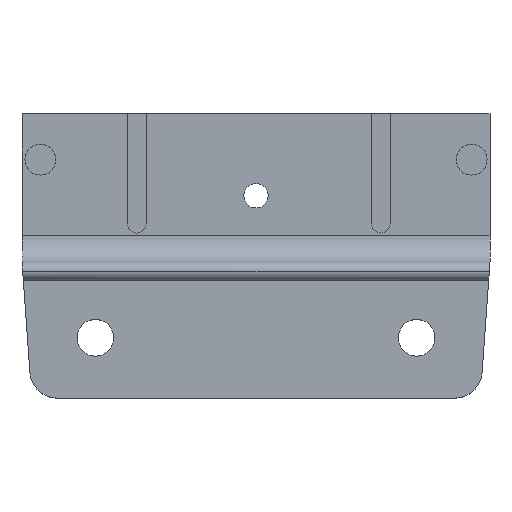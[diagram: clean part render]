
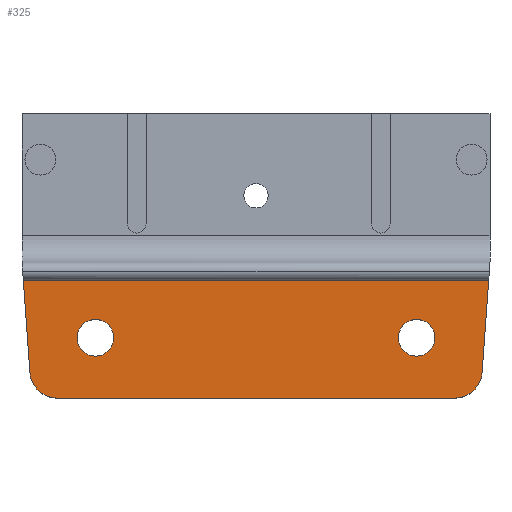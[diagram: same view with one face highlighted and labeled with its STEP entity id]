
A CAD part, top view. The second image highlights one B-rep face of the part: STEP entity #325.
In plain terms, the highlighted planar face has unit normal (0, 0, 1).
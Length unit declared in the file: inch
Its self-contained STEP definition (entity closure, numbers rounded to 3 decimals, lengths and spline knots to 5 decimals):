
#21 = DIRECTION ( 'NONE',  ( 0., 0., 1. ) ) ;
#37 = CARTESIAN_POINT ( 'NONE',  ( 0., -0.45625, 0.2502 ) ) ;
#38 = CARTESIAN_POINT ( 'NONE',  ( 1.54, -0.75348, 0.2502 ) ) ;
#43 = CARTESIAN_POINT ( 'NONE',  ( -1.09374, -0.51616, 0.2502 ) ) ;
#50 = CARTESIAN_POINT ( 'NONE',  ( 1.52758, -0.92766, 0.2502 ) ) ;
#57 = ORIENTED_EDGE ( 'NONE', *, *, #165, .T. ) ;
#102 = FACE_BOUND ( 'NONE', #308, .T. ) ;
#114 = DIRECTION ( 'NONE',  ( -1., 0., 0. ) ) ;
#145 = DIRECTION ( 'NONE',  ( 0., 0., -1. ) ) ;
#149 = CARTESIAN_POINT ( 'NONE',  ( -1.21874, -0.51616, 0.2502 ) ) ;
#154 = EDGE_LOOP ( 'NONE', ( #267 ) ) ;
#155 = DIRECTION ( 'NONE',  ( 1., 0., 0. ) ) ;
#165 = EDGE_CURVE ( 'NONE', #229, #581, #750, .T. ) ;
#189 = LINE ( 'NONE', #50, #687 ) ;
#195 = DIRECTION ( 'NONE',  ( -1., 0., 0. ) ) ;
#197 = CARTESIAN_POINT ( 'NONE',  ( 1.09378, -0.51616, 0.2502 ) ) ;
#200 = AXIS2_PLACEMENT_3D ( 'NONE', #43, #509, #195 ) ;
#212 = CIRCLE ( 'NONE', #849, 0.18752 ) ;
#229 = VERTEX_POINT ( 'NONE', #836 ) ;
#251 = CARTESIAN_POINT ( 'NONE',  ( 0., -0.1252, 0.2502 ) ) ;
#267 = ORIENTED_EDGE ( 'NONE', *, *, #520, .T. ) ;
#286 = CARTESIAN_POINT ( 'NONE',  ( 0.96878, -0.51616, 0.2502 ) ) ;
#308 = EDGE_LOOP ( 'NONE', ( #915 ) ) ;
#316 = CARTESIAN_POINT ( 'NONE',  ( -1.35296, -0.92766, 0.2502 ) ) ;
#320 = VERTEX_POINT ( 'NONE', #316 ) ;
#325 = ADVANCED_FACE ( 'NONE', ( #698, #854, #102 ), #398, .T. ) ;
#335 = EDGE_CURVE ( 'NONE', #790, #587, #212, .T. ) ;
#342 = DIRECTION ( 'NONE',  ( 0., -1., 0. ) ) ;
#344 = LINE ( 'NONE', #580, #490 ) ;
#358 = DIRECTION ( 'NONE',  ( -0.071, 0.997, 0. ) ) ;
#362 = ORIENTED_EDGE ( 'NONE', *, *, #335, .F. ) ;
#367 = DIRECTION ( 'NONE',  ( -0.071, -0.997, 0. ) ) ;
#389 = AXIS2_PLACEMENT_3D ( 'NONE', #607, #808, #532 ) ;
#398 = PLANE ( 'NONE',  #868 ) ;
#402 = EDGE_CURVE ( 'NONE', #525, #581, #344, .T. ) ;
#403 = AXIS2_PLACEMENT_3D ( 'NONE', #197, #861, #114 ) ;
#410 = EDGE_CURVE ( 'NONE', #829, #829, #597, .T. ) ;
#418 = EDGE_CURVE ( 'NONE', #587, #320, #189, .T. ) ;
#438 = VECTOR ( 'NONE', #367, 39.37008 ) ;
#440 = CARTESIAN_POINT ( 'NONE',  ( -1.54, -0.75348, 0.2502 ) ) ;
#490 = VECTOR ( 'NONE', #358, 39.37008 ) ;
#509 = DIRECTION ( 'NONE',  ( 0., 0., -1. ) ) ;
#520 = EDGE_CURVE ( 'NONE', #898, #898, #664, .T. ) ;
#525 = VERTEX_POINT ( 'NONE', #440 ) ;
#532 = DIRECTION ( 'NONE',  ( 1., 0., 0. ) ) ;
#556 = CARTESIAN_POINT ( 'NONE',  ( 1.35296, -0.74014, 0.2502 ) ) ;
#560 = CIRCLE ( 'NONE', #389, 0.18752 ) ;
#580 = CARTESIAN_POINT ( 'NONE',  ( -1.52758, -0.92766, 0.2502 ) ) ;
#581 = VERTEX_POINT ( 'NONE', #591 ) ;
#583 = ORIENTED_EDGE ( 'NONE', *, *, #904, .F. ) ;
#584 = VECTOR ( 'NONE', #771, 39.37008 ) ;
#587 = VERTEX_POINT ( 'NONE', #600 ) ;
#591 = CARTESIAN_POINT ( 'NONE',  ( -1.58482, -0.1252, 0.2502 ) ) ;
#597 = CIRCLE ( 'NONE', #403, 0.125 ) ;
#600 = CARTESIAN_POINT ( 'NONE',  ( 1.35296, -0.92766, 0.2502 ) ) ;
#607 = CARTESIAN_POINT ( 'NONE',  ( -1.35296, -0.74014, 0.2502 ) ) ;
#619 = LINE ( 'NONE', #739, #438 ) ;
#654 = ORIENTED_EDGE ( 'NONE', *, *, #402, .F. ) ;
#664 = CIRCLE ( 'NONE', #200, 0.125 ) ;
#687 = VECTOR ( 'NONE', #786, 39.37008 ) ;
#698 = FACE_OUTER_BOUND ( 'NONE', #955, .T. ) ;
#712 = ORIENTED_EDGE ( 'NONE', *, *, #418, .F. ) ;
#720 = EDGE_CURVE ( 'NONE', #320, #525, #560, .T. ) ;
#739 = CARTESIAN_POINT ( 'NONE',  ( 1.59375, 0., 0.2502 ) ) ;
#750 = LINE ( 'NONE', #251, #584 ) ;
#771 = DIRECTION ( 'NONE',  ( -1., 0., 0. ) ) ;
#786 = DIRECTION ( 'NONE',  ( -1., 0., 0. ) ) ;
#790 = VERTEX_POINT ( 'NONE', #38 ) ;
#808 = DIRECTION ( 'NONE',  ( 0., 0., -1. ) ) ;
#829 = VERTEX_POINT ( 'NONE', #286 ) ;
#836 = CARTESIAN_POINT ( 'NONE',  ( 1.58482, -0.1252, 0.2502 ) ) ;
#849 = AXIS2_PLACEMENT_3D ( 'NONE', #556, #145, #155 ) ;
#854 = FACE_BOUND ( 'NONE', #154, .T. ) ;
#861 = DIRECTION ( 'NONE',  ( 0., 0., -1. ) ) ;
#868 = AXIS2_PLACEMENT_3D ( 'NONE', #37, #21, #342 ) ;
#898 = VERTEX_POINT ( 'NONE', #149 ) ;
#904 = EDGE_CURVE ( 'NONE', #229, #790, #619, .T. ) ;
#910 = ORIENTED_EDGE ( 'NONE', *, *, #720, .F. ) ;
#915 = ORIENTED_EDGE ( 'NONE', *, *, #410, .T. ) ;
#955 = EDGE_LOOP ( 'NONE', ( #57, #654, #910, #712, #362, #583 ) ) ;
